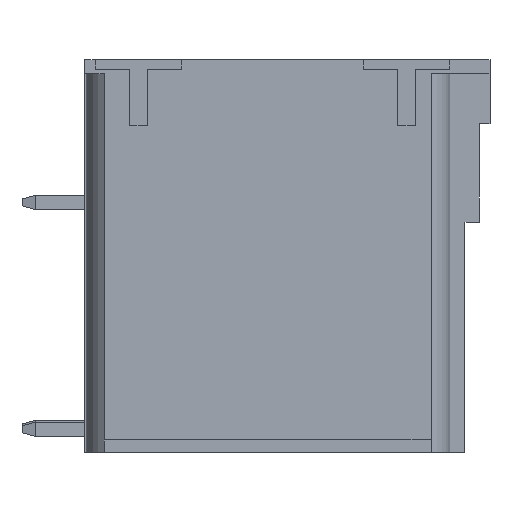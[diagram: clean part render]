
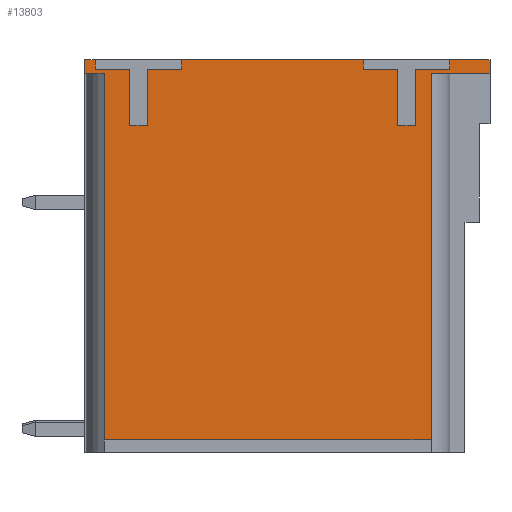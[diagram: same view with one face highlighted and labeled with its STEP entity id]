
A CAD part, left-side view. The second image highlights one B-rep face of the part: STEP entity #13803.
In plain terms, the highlighted planar face has unit normal (-1, 0, 0).
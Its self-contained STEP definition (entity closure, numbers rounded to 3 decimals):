
#3187=ORIENTED_EDGE('',*,*,#4147,.T.);
#3188=ORIENTED_EDGE('',*,*,#4443,.T.);
#3189=ORIENTED_EDGE('',*,*,#5625,.T.);
#3190=ORIENTED_EDGE('',*,*,#5627,.T.);
#3191=ORIENTED_EDGE('',*,*,#5629,.T.);
#3192=ORIENTED_EDGE('',*,*,#5631,.T.);
#3193=ORIENTED_EDGE('',*,*,#5633,.T.);
#3194=ORIENTED_EDGE('',*,*,#5635,.T.);
#3195=ORIENTED_EDGE('',*,*,#5636,.T.);
#3196=ORIENTED_EDGE('',*,*,#4440,.T.);
#3197=ORIENTED_EDGE('',*,*,#5638,.T.);
#3198=ORIENTED_EDGE('',*,*,#5640,.T.);
#3199=ORIENTED_EDGE('',*,*,#5642,.T.);
#3200=ORIENTED_EDGE('',*,*,#5644,.T.);
#3201=ORIENTED_EDGE('',*,*,#5646,.T.);
#3202=ORIENTED_EDGE('',*,*,#5648,.T.);
#3203=ORIENTED_EDGE('',*,*,#5649,.T.);
#3204=ORIENTED_EDGE('',*,*,#4437,.T.);
#3205=ORIENTED_EDGE('',*,*,#4175,.T.);
#3206=ORIENTED_EDGE('',*,*,#4267,.T.);
#3207=ORIENTED_EDGE('',*,*,#5580,.T.);
#3208=ORIENTED_EDGE('',*,*,#5623,.T.);
#3209=ORIENTED_EDGE('',*,*,#5596,.T.);
#3210=ORIENTED_EDGE('',*,*,#4271,.F.);
#4147=EDGE_CURVE('',#6094,#6093,#7363,.T.);
#4175=EDGE_CURVE('',#6122,#6121,#7391,.T.);
#4267=EDGE_CURVE('',#6121,#6201,#7477,.T.);
#4271=EDGE_CURVE('',#6094,#6205,#7480,.T.);
#4437=EDGE_CURVE('',#6362,#6122,#7637,.T.);
#4440=EDGE_CURVE('',#6364,#6363,#7640,.T.);
#4443=EDGE_CURVE('',#6093,#6365,#7643,.T.);
#5580=EDGE_CURVE('',#6201,#7049,#8704,.T.);
#5596=EDGE_CURVE('',#7054,#6205,#8720,.T.);
#5623=EDGE_CURVE('',#7049,#7054,#8745,.T.);
#5625=EDGE_CURVE('',#6365,#7069,#8747,.T.);
#5627=EDGE_CURVE('',#7069,#7070,#8749,.T.);
#5629=EDGE_CURVE('',#7070,#7071,#8751,.T.);
#5631=EDGE_CURVE('',#7071,#7072,#8753,.T.);
#5633=EDGE_CURVE('',#7072,#7073,#8755,.T.);
#5635=EDGE_CURVE('',#7073,#7074,#8757,.T.);
#5636=EDGE_CURVE('',#7074,#6364,#8758,.T.);
#5638=EDGE_CURVE('',#6363,#7075,#8760,.T.);
#5640=EDGE_CURVE('',#7075,#7076,#8762,.T.);
#5642=EDGE_CURVE('',#7076,#7077,#8764,.T.);
#5644=EDGE_CURVE('',#7077,#7078,#8766,.T.);
#5646=EDGE_CURVE('',#7078,#7079,#8768,.T.);
#5648=EDGE_CURVE('',#7079,#7080,#8770,.T.);
#5649=EDGE_CURVE('',#7080,#6362,#8771,.T.);
#6093=VERTEX_POINT('',#18489);
#6094=VERTEX_POINT('',#18491);
#6121=VERTEX_POINT('',#18546);
#6122=VERTEX_POINT('',#18548);
#6201=VERTEX_POINT('',#18729);
#6205=VERTEX_POINT('',#18739);
#6362=VERTEX_POINT('',#19073);
#6363=VERTEX_POINT('',#19076);
#6364=VERTEX_POINT('',#19078);
#6365=VERTEX_POINT('',#19081);
#7049=VERTEX_POINT('',#21364);
#7054=VERTEX_POINT('',#21397);
#7069=VERTEX_POINT('',#21459);
#7070=VERTEX_POINT('',#21463);
#7071=VERTEX_POINT('',#21467);
#7072=VERTEX_POINT('',#21471);
#7073=VERTEX_POINT('',#21475);
#7074=VERTEX_POINT('',#21479);
#7075=VERTEX_POINT('',#21485);
#7076=VERTEX_POINT('',#21489);
#7077=VERTEX_POINT('',#21493);
#7078=VERTEX_POINT('',#21497);
#7079=VERTEX_POINT('',#21501);
#7080=VERTEX_POINT('',#21505);
#7363=LINE('',#18490,#9193);
#7391=LINE('',#18547,#9221);
#7477=LINE('',#18731,#9307);
#7480=LINE('',#18738,#9310);
#7637=LINE('',#19072,#9467);
#7640=LINE('',#19077,#9470);
#7643=LINE('',#19082,#9473);
#8704=LINE('',#21365,#10534);
#8720=LINE('',#21398,#10550);
#8745=LINE('',#21456,#10575);
#8747=LINE('',#21460,#10577);
#8749=LINE('',#21464,#10579);
#8751=LINE('',#21468,#10581);
#8753=LINE('',#21472,#10583);
#8755=LINE('',#21476,#10585);
#8757=LINE('',#21480,#10587);
#8758=LINE('',#21482,#10588);
#8760=LINE('',#21486,#10590);
#8762=LINE('',#21490,#10592);
#8764=LINE('',#21494,#10594);
#8766=LINE('',#21498,#10596);
#8768=LINE('',#21502,#10598);
#8770=LINE('',#21506,#10600);
#8771=LINE('',#21508,#10601);
#9193=VECTOR('',#14977,1000.);
#9221=VECTOR('',#15007,1000.);
#9307=VECTOR('',#15127,1000.);
#9310=VECTOR('',#15134,1000.);
#9467=VECTOR('',#15331,1000.);
#9470=VECTOR('',#15334,1000.);
#9473=VECTOR('',#15337,1000.);
#10534=VECTOR('',#17474,1000.);
#10550=VECTOR('',#17514,1000.);
#10575=VECTOR('',#17577,1000.);
#10577=VECTOR('',#17581,1000.);
#10579=VECTOR('',#17585,1000.);
#10581=VECTOR('',#17589,1000.);
#10583=VECTOR('',#17593,1000.);
#10585=VECTOR('',#17597,1000.);
#10587=VECTOR('',#17601,1000.);
#10588=VECTOR('',#17604,1000.);
#10590=VECTOR('',#17608,1000.);
#10592=VECTOR('',#17612,1000.);
#10594=VECTOR('',#17616,1000.);
#10596=VECTOR('',#17620,1000.);
#10598=VECTOR('',#17624,1000.);
#10600=VECTOR('',#17628,1000.);
#10601=VECTOR('',#17631,1000.);
#11587=EDGE_LOOP('',(#3187,#3188,#3189,#3190,#3191,#3192,#3193,#3194,#3195,
#3196,#3197,#3198,#3199,#3200,#3201,#3202,#3203,#3204,#3205,#3206,#3207,
#3208,#3209,#3210));
#12381=FACE_BOUND('',#11587,.T.);
#13097=PLANE('',#14744);
#13803=ADVANCED_FACE('',(#12381),#13097,.T.);
#14744=AXIS2_PLACEMENT_3D('',#21509,#17632,#17633);
#14977=DIRECTION('',(0.,0.,1.));
#15007=DIRECTION('',(0.,0.,-1.));
#15127=DIRECTION('',(0.,-1.,0.));
#15134=DIRECTION('',(0.,1.,0.));
#15331=DIRECTION('',(0.,1.,0.));
#15334=DIRECTION('',(0.,1.,0.));
#15337=DIRECTION('',(0.,1.,0.));
#17474=DIRECTION('',(0.,0.,-1.));
#17514=DIRECTION('',(0.,0.,1.));
#17577=DIRECTION('',(0.,-1.,0.));
#17581=DIRECTION('',(0.,0.,-1.));
#17585=DIRECTION('',(0.,1.,0.));
#17589=DIRECTION('',(0.,0.,-1.));
#17593=DIRECTION('',(0.,1.,0.));
#17597=DIRECTION('',(0.,0.,1.));
#17601=DIRECTION('',(0.,1.,0.));
#17604=DIRECTION('',(0.,0.,1.));
#17608=DIRECTION('',(0.,0.,-1.));
#17612=DIRECTION('',(0.,1.,0.));
#17616=DIRECTION('',(0.,0.,-1.));
#17620=DIRECTION('',(0.,1.,0.));
#17624=DIRECTION('',(0.,0.,1.));
#17628=DIRECTION('',(0.,1.,0.));
#17631=DIRECTION('',(0.,0.,1.));
#17632=DIRECTION('',(-1.,0.,0.));
#17633=DIRECTION('',(0.,0.,1.));
#18489=CARTESIAN_POINT('',(-12.715,-11.35,0.));
#18490=CARTESIAN_POINT('',(-12.715,-11.35,-1.5));
#18491=CARTESIAN_POINT('',(-12.715,-11.35,-0.8));
#18546=CARTESIAN_POINT('',(-12.715,11.35,-0.8));
#18547=CARTESIAN_POINT('',(-12.715,11.35,0.));
#18548=CARTESIAN_POINT('',(-12.715,11.35,0.));
#18729=CARTESIAN_POINT('',(-12.715,10.25,-0.8));
#18731=CARTESIAN_POINT('',(-12.715,11.35,-0.8));
#18738=CARTESIAN_POINT('',(-12.715,-6.574,-0.8));
#18739=CARTESIAN_POINT('',(-12.715,-8.05,-0.8));
#19072=CARTESIAN_POINT('',(-12.715,10.75,0.));
#19073=CARTESIAN_POINT('',(-12.715,10.75,0.));
#19076=CARTESIAN_POINT('',(-12.715,5.9,0.));
#19077=CARTESIAN_POINT('',(-12.715,-4.25,0.));
#19078=CARTESIAN_POINT('',(-12.715,-4.25,0.));
#19081=CARTESIAN_POINT('',(-12.715,-9.1,0.));
#19082=CARTESIAN_POINT('',(-12.715,-11.35,0.));
#21364=CARTESIAN_POINT('',(-12.715,10.25,-21.3));
#21365=CARTESIAN_POINT('',(-12.715,10.25,-0.8));
#21397=CARTESIAN_POINT('',(-12.715,-8.05,-21.3));
#21398=CARTESIAN_POINT('',(-12.715,-8.05,-0.8));
#21456=CARTESIAN_POINT('',(-12.715,10.25,-21.3));
#21459=CARTESIAN_POINT('',(-12.715,-9.1,-0.55));
#21460=CARTESIAN_POINT('',(-12.715,-9.1,0.));
#21463=CARTESIAN_POINT('',(-12.715,-7.175,-0.55));
#21464=CARTESIAN_POINT('',(-12.715,-9.1,-0.55));
#21467=CARTESIAN_POINT('',(-12.715,-7.175,-3.7));
#21468=CARTESIAN_POINT('',(-12.715,-7.175,-0.55));
#21471=CARTESIAN_POINT('',(-12.715,-6.175,-3.7));
#21472=CARTESIAN_POINT('',(-12.715,-7.175,-3.7));
#21475=CARTESIAN_POINT('',(-12.715,-6.175,-0.55));
#21476=CARTESIAN_POINT('',(-12.715,-6.175,-3.7));
#21479=CARTESIAN_POINT('',(-12.715,-4.25,-0.55));
#21480=CARTESIAN_POINT('',(-12.715,-6.175,-0.55));
#21482=CARTESIAN_POINT('',(-12.715,-4.25,-0.55));
#21485=CARTESIAN_POINT('',(-12.715,5.9,-0.55));
#21486=CARTESIAN_POINT('',(-12.715,5.9,0.));
#21489=CARTESIAN_POINT('',(-12.715,7.825,-0.55));
#21490=CARTESIAN_POINT('',(-12.715,5.9,-0.55));
#21493=CARTESIAN_POINT('',(-12.715,7.825,-3.7));
#21494=CARTESIAN_POINT('',(-12.715,7.825,-0.55));
#21497=CARTESIAN_POINT('',(-12.715,8.825,-3.7));
#21498=CARTESIAN_POINT('',(-12.715,7.825,-3.7));
#21501=CARTESIAN_POINT('',(-12.715,8.825,-0.55));
#21502=CARTESIAN_POINT('',(-12.715,8.825,-3.7));
#21505=CARTESIAN_POINT('',(-12.715,10.75,-0.55));
#21506=CARTESIAN_POINT('',(-12.715,8.825,-0.55));
#21508=CARTESIAN_POINT('',(-12.715,10.75,-0.55));
#21509=CARTESIAN_POINT('',(-12.715,0.,0.));
